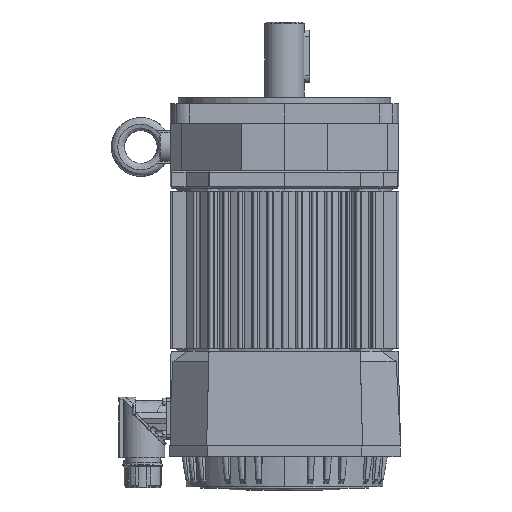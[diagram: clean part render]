
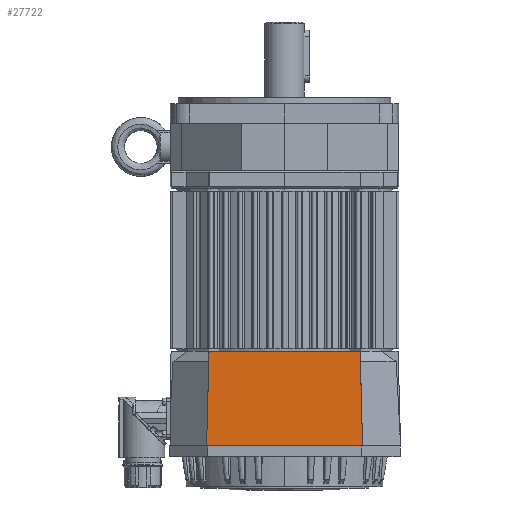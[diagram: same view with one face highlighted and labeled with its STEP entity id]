
A CAD part, left-side view. The second image highlights one B-rep face of the part: STEP entity #27722.
In plain terms, the highlighted planar face has unit normal (-1, 0, 0.026).
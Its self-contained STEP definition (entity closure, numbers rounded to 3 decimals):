
#27230=CARTESIAN_POINT('',(-71.006,-47.717,-59.));
#27231=VERTEX_POINT('',#27230);
#27238=CARTESIAN_POINT('',(-71.006,47.717,-59.));
#27239=VERTEX_POINT('',#27238);
#27240=CARTESIAN_POINT('',(-71.006,47.717,-59.));
#27241=DIRECTION('',(0.,-1.0,0.0));
#27242=VECTOR('',#27241,95.434);
#27243=LINE('',#27240,#27242);
#27244=EDGE_CURVE('',#27239,#27231,#27243,.T.);
#27666=CARTESIAN_POINT('',(-69.5,46.25,-1.5));
#27667=VERTEX_POINT('',#27666);
#27668=CARTESIAN_POINT('',(-69.5,46.25,-1.5));
#27669=DIRECTION('',(-0.026,0.025,-0.999));
#27670=VECTOR('',#27669,57.538);
#27671=LINE('',#27668,#27670);
#27672=EDGE_CURVE('',#27667,#27239,#27671,.T.);
#27699=CARTESIAN_POINT('',(-69.5,46.25,-1.5));
#27700=DIRECTION('',(-1.,0.,0.026));
#27701=DIRECTION('',(0.,1.0,0.));
#27702=AXIS2_PLACEMENT_3D('',#27699,#27700,#27701);
#27703=PLANE('',#27702);
#27704=ORIENTED_EDGE('',*,*,#27244,.T.);
#27705=CARTESIAN_POINT('',(-69.5,-46.25,-1.5));
#27706=VERTEX_POINT('',#27705);
#27707=CARTESIAN_POINT('',(-69.5,-46.25,-1.5));
#27708=DIRECTION('',(-0.026,-0.025,-0.999));
#27709=VECTOR('',#27708,57.538);
#27710=LINE('',#27707,#27709);
#27711=EDGE_CURVE('',#27706,#27231,#27710,.T.);
#27712=ORIENTED_EDGE('',*,*,#27711,.F.);
#27713=CARTESIAN_POINT('',(-69.5,46.25,-1.5));
#27714=DIRECTION('',(0.,-1.0,0.0));
#27715=VECTOR('',#27714,92.5);
#27716=LINE('',#27713,#27715);
#27717=EDGE_CURVE('',#27667,#27706,#27716,.T.);
#27718=ORIENTED_EDGE('',*,*,#27717,.F.);
#27719=ORIENTED_EDGE('',*,*,#27672,.T.);
#27720=EDGE_LOOP('',(#27704,#27712,#27718,#27719));
#27721=FACE_OUTER_BOUND('',#27720,.T.);
#27722=ADVANCED_FACE('',(#27721),#27703,.T.);
